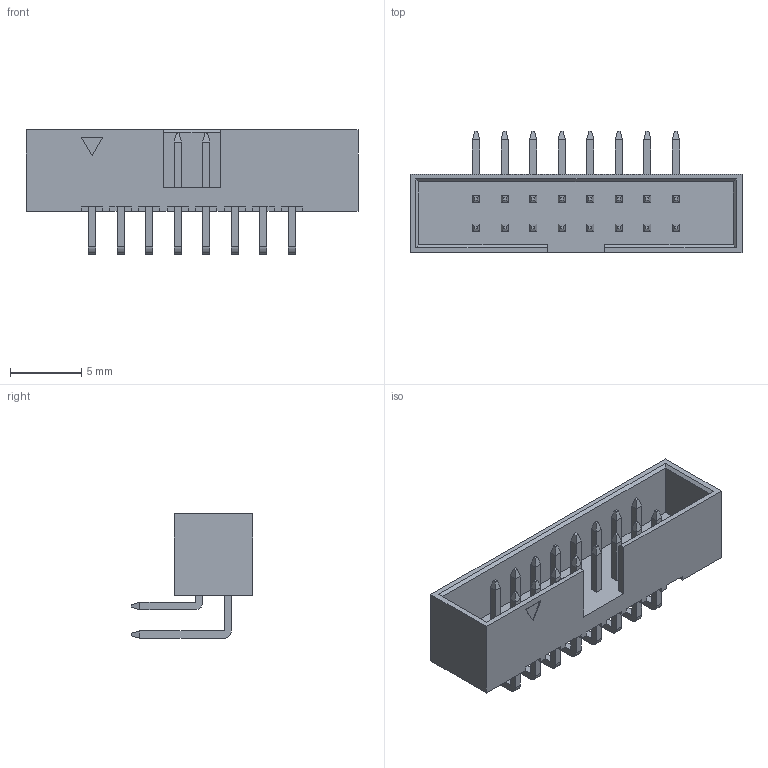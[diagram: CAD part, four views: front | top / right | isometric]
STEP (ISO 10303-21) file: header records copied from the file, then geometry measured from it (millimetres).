
FILE_DESCRIPTION(/* description */ ('Unknown'),/* implementation_level */ '2;1');
FILE_NAME(/* name */ '62501621721',/* time_stamp */ '2018-10-31T13:32:22+01:00',/* author */ ('Unknown'),/* organization */ ('Unknown'),/* preprocessor_version */ 'ST-DEVELOPER v16.7',/* originating_system */ 'DEX',/* authorisation */ $);
FILE_SCHEMA (('AUTOMOTIVE_DESIGN {1 0 10303 214 3 1 1}'));
Length unit declared in the file: millimetre
Products named in the file (4): 6250xx21721; 62501621621; 6250xx21721_PIN; 6250xx21721_PIN_LONG
Assembly tree (17 placements, depth 2):
  6250xx21721
    62501621621
    6250xx21721_PIN  x8
    6250xx21721_PIN_LONG  x8
Bounding box: 23.25 x 8.5 x 8.7 mm (x, y, z)
Volume: 356.3 mm3; surface area: 1223.7 mm2
Topology: 17 solids, 17 shells, 455 faces, 1128 edges, 708 vertices
Faces by surface type: plane 439, cylinder 16
Entity records: 7106 total; most frequent: CARTESIAN_POINT 1245, ORIENTED_EDGE 1220, DIRECTION 1084, EDGE_CURVE 610, LINE 606, VECTOR 606, VERTEX_POINT 400, EDGE_LOOP 250
